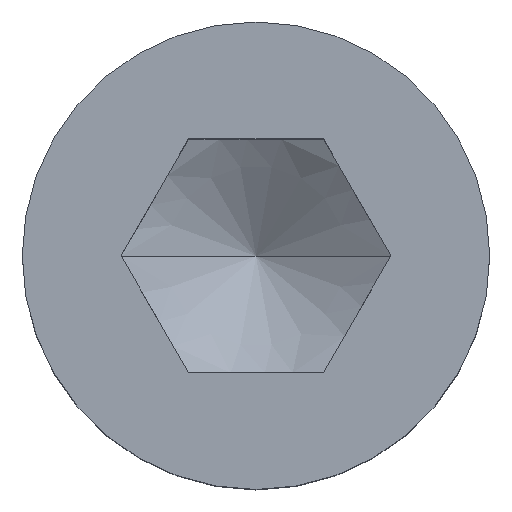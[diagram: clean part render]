
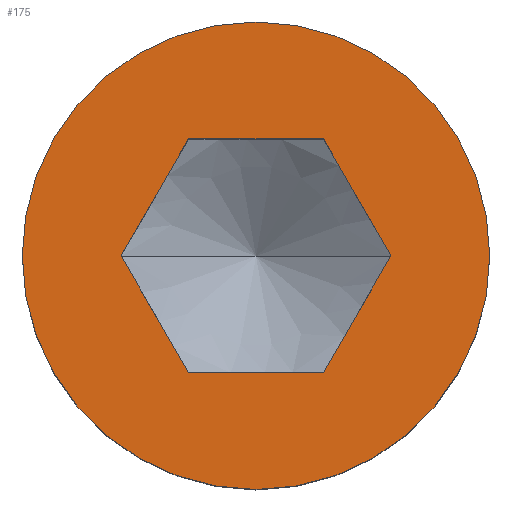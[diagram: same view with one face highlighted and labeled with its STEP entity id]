
A CAD part, top view. The second image highlights one B-rep face of the part: STEP entity #175.
In plain terms, the highlighted planar face has unit normal (0, 0, 1).
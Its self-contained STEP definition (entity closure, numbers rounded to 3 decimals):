
#145=EDGE_CURVE('',#211,#267,#357,.T.);
#165=EDGE_CURVE('',#195,#211,#380,.T.);
#175=ADVANCED_FACE('',(#390,#391),#392,.T.);
#183=EDGE_CURVE('',#229,#239,#401,.T.);
#195=VERTEX_POINT('',#415);
#205=EDGE_CURVE('',#301,#227,#426,.T.);
#211=VERTEX_POINT('',#433);
#221=EDGE_CURVE('',#239,#229,#443,.T.);
#225=EDGE_CURVE('',#227,#255,#447,.T.);
#227=VERTEX_POINT('',#449);
#229=VERTEX_POINT('',#451);
#239=VERTEX_POINT('',#463);
#253=EDGE_CURVE('',#255,#195,#479,.T.);
#255=VERTEX_POINT('',#481);
#267=VERTEX_POINT('',#494);
#301=VERTEX_POINT('',#533);
#303=EDGE_CURVE('',#267,#301,#535,.T.);
#357=LINE('',#593,#594);
#380=LINE('',#621,#622);
#390=FACE_OUTER_BOUND('',#635,.T.);
#391=FACE_BOUND('',#636,.T.);
#392=PLANE('',#637);
#401=CIRCLE('',#659,10.0);
#415=CARTESIAN_POINT('',(5.774,0.0,12.0));
#426=LINE('',#690,#691);
#433=CARTESIAN_POINT('',(2.887,-5.0,12.0));
#443=CIRCLE('',#722,10.0);
#447=LINE('',#729,#730);
#449=CARTESIAN_POINT('',(-2.887,5.0,12.0));
#451=CARTESIAN_POINT('',(10.0,0.,12.0));
#463=CARTESIAN_POINT('',(-10.0,0.0,12.0));
#479=LINE('',#778,#779);
#481=CARTESIAN_POINT('',(2.887,5.0,12.0));
#494=CARTESIAN_POINT('',(-2.887,-5.0,12.0));
#533=CARTESIAN_POINT('',(-5.774,0.0,12.0));
#535=LINE('',#857,#858);
#593=CARTESIAN_POINT('',(-1.443,-5.0,12.0));
#594=VECTOR('',#917,1.0);
#621=CARTESIAN_POINT('',(3.608,-3.75,12.0));
#622=VECTOR('',#954,1.0);
#635=EDGE_LOOP('',(#960,#961));
#636=EDGE_LOOP('',(#962,#963,#964,#965,#966,#967));
#637=AXIS2_PLACEMENT_3D('',#968,#969,#970);
#659=AXIS2_PLACEMENT_3D('',#980,#981,#982);
#690=CARTESIAN_POINT('',(-3.608,3.75,12.0));
#691=VECTOR('',#1017,1.0);
#722=AXIS2_PLACEMENT_3D('',#1030,#1031,#1032);
#729=CARTESIAN_POINT('',(1.443,5.0,12.0));
#730=VECTOR('',#1034,1.0);
#778=CARTESIAN_POINT('',(5.052,1.25,12.0));
#779=VECTOR('',#1072,1.0);
#857=CARTESIAN_POINT('',(-5.052,-1.25,12.0));
#858=VECTOR('',#1124,1.0);
#917=DIRECTION('',(-1.0,0.0,0.0));
#954=DIRECTION('',(-0.5,-0.866,0.0));
#960=ORIENTED_EDGE('',*,*,#221,.T.);
#961=ORIENTED_EDGE('',*,*,#183,.T.);
#962=ORIENTED_EDGE('',*,*,#303,.T.);
#963=ORIENTED_EDGE('',*,*,#205,.T.);
#964=ORIENTED_EDGE('',*,*,#225,.T.);
#965=ORIENTED_EDGE('',*,*,#253,.T.);
#966=ORIENTED_EDGE('',*,*,#165,.T.);
#967=ORIENTED_EDGE('',*,*,#145,.T.);
#968=CARTESIAN_POINT('',(-7.388,0.,12.0));
#969=DIRECTION('',(0.0,0.0,1.0));
#970=DIRECTION('',(-1.0,0.,0.0));
#980=CARTESIAN_POINT('',(0.0,0.0,12.0));
#981=DIRECTION('',(0.0,0.0,1.0));
#982=DIRECTION('',(1.0,0.0,0.0));
#1017=DIRECTION('',(0.5,0.866,0.0));
#1030=CARTESIAN_POINT('',(0.0,0.0,12.0));
#1031=DIRECTION('',(0.0,0.0,1.0));
#1032=DIRECTION('',(1.0,0.0,0.0));
#1034=DIRECTION('',(1.0,0.0,0.0));
#1072=DIRECTION('',(0.5,-0.866,0.0));
#1124=DIRECTION('',(-0.5,0.866,0.0));
